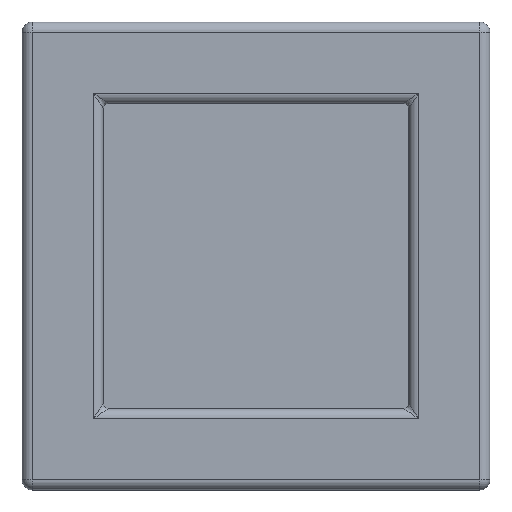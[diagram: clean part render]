
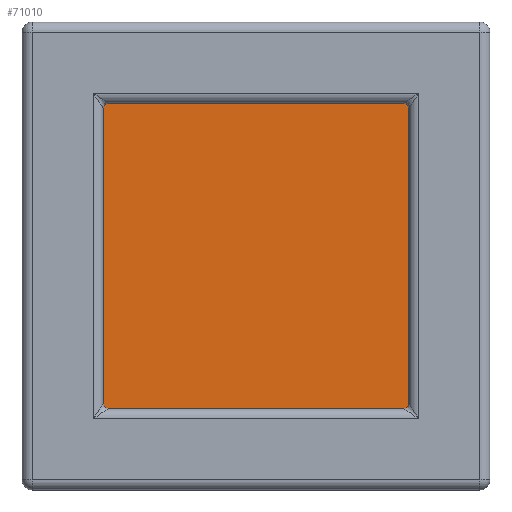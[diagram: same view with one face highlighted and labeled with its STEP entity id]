
A CAD part, top view. The second image highlights one B-rep face of the part: STEP entity #71010.
In plain terms, the highlighted planar face has unit normal (0, 0, 1).
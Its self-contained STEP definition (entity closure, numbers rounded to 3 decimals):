
#70260=CARTESIAN_POINT('',(41.24,-11.464,-11.));
#70270=DIRECTION('',(0.,0.,-1.));
#70280=DIRECTION('',(-1.,0.,0.));
#70290=AXIS2_PLACEMENT_3D('',#70260,#70270,#70280);
#70300=PLANE('',#70290);
#70310=CARTESIAN_POINT('',(41.24,-18.5,-11.));
#70320=DIRECTION('',(-1.,0.,0.));
#70330=VECTOR('',#70320,1.);
#70340=LINE('',#70310,#70330);
#70350=CARTESIAN_POINT('',(37.6,-18.5,-11.));
#70360=VERTEX_POINT('',#70350);
#70370=CARTESIAN_POINT('',(8.4,-18.5,-11.));
#70380=VERTEX_POINT('',#70370);
#70390=EDGE_CURVE('',#70360,#70380,#70340,.T.);
#70400=ORIENTED_EDGE('',*,*,#70390,.F.);
#70410=CARTESIAN_POINT('',(8.4,-14.6,-11.));
#70420=DIRECTION('',(0.,0.,-1.));
#70430=DIRECTION('',(-1.,0.,0.));
#70440=AXIS2_PLACEMENT_3D('',#70410,#70420,#70430);
#70450=CIRCLE('',#70440,3.9);
#70460=CARTESIAN_POINT('',(4.5,-14.6,-11.));
#70470=VERTEX_POINT('',#70460);
#70480=EDGE_CURVE('',#70380,#70470,#70450,.T.);
#70490=ORIENTED_EDGE('',*,*,#70480,.F.);
#70500=CARTESIAN_POINT('',(4.5,-11.464,-11.));
#70510=DIRECTION('',(0.,1.,0.));
#70520=VECTOR('',#70510,1.);
#70530=LINE('',#70500,#70520);
#70540=CARTESIAN_POINT('',(4.5,14.6,-11.));
#70550=VERTEX_POINT('',#70540);
#70560=EDGE_CURVE('',#70470,#70550,#70530,.T.);
#70570=ORIENTED_EDGE('',*,*,#70560,.F.);
#70580=CARTESIAN_POINT('',(8.4,14.6,-11.));
#70590=DIRECTION('',(0.,0.,1.));
#70600=DIRECTION('',(1.,0.,0.));
#70610=AXIS2_PLACEMENT_3D('',#70580,#70590,#70600);
#70620=CIRCLE('',#70610,3.9);
#70630=CARTESIAN_POINT('',(8.4,18.5,-11.));
#70640=VERTEX_POINT('',#70630);
#70650=EDGE_CURVE('',#70640,#70550,#70620,.T.);
#70660=ORIENTED_EDGE('',*,*,#70650,.T.);
#70670=CARTESIAN_POINT('',(41.24,18.5,-11.));
#70680=DIRECTION('',(1.,0.,0.));
#70690=VECTOR('',#70680,1.);
#70700=LINE('',#70670,#70690);
#70710=CARTESIAN_POINT('',(37.6,18.5,-11.));
#70720=VERTEX_POINT('',#70710);
#70730=EDGE_CURVE('',#70640,#70720,#70700,.T.);
#70740=ORIENTED_EDGE('',*,*,#70730,.F.);
#70750=CARTESIAN_POINT('',(37.6,14.6,-11.));
#70760=DIRECTION('',(0.,0.,-1.));
#70770=DIRECTION('',(-1.,0.,0.));
#70780=AXIS2_PLACEMENT_3D('',#70750,#70760,#70770);
#70790=CIRCLE('',#70780,3.9);
#70800=CARTESIAN_POINT('',(41.5,14.6,-11.));
#70810=VERTEX_POINT('',#70800);
#70820=EDGE_CURVE('',#70720,#70810,#70790,.T.);
#70830=ORIENTED_EDGE('',*,*,#70820,.F.);
#70840=CARTESIAN_POINT('',(41.5,-11.464,-11.));
#70850=DIRECTION('',(0.,-1.,0.));
#70860=VECTOR('',#70850,1.);
#70870=LINE('',#70840,#70860);
#70880=CARTESIAN_POINT('',(41.5,-14.6,-11.));
#70890=VERTEX_POINT('',#70880);
#70900=EDGE_CURVE('',#70810,#70890,#70870,.T.);
#70910=ORIENTED_EDGE('',*,*,#70900,.F.);
#70920=CARTESIAN_POINT('',(37.6,-14.6,-11.));
#70930=DIRECTION('',(0.,0.,1.));
#70940=DIRECTION('',(1.,0.,0.));
#70950=AXIS2_PLACEMENT_3D('',#70920,#70930,#70940);
#70960=CIRCLE('',#70950,3.9);
#70970=EDGE_CURVE('',#70360,#70890,#70960,.T.);
#70980=ORIENTED_EDGE('',*,*,#70970,.T.);
#70990=EDGE_LOOP('',(#70980,#70910,#70830,#70740,#70660,#70570,#70490,
#70400));
#71000=FACE_OUTER_BOUND('',#70990,.T.);
#71010=ADVANCED_FACE('',(#71000),#70300,.F.);
